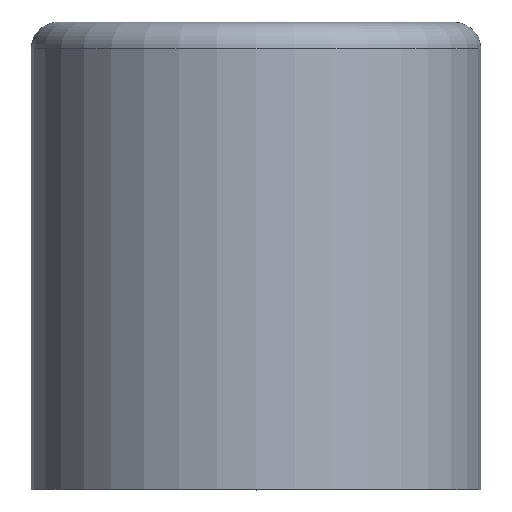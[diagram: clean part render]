
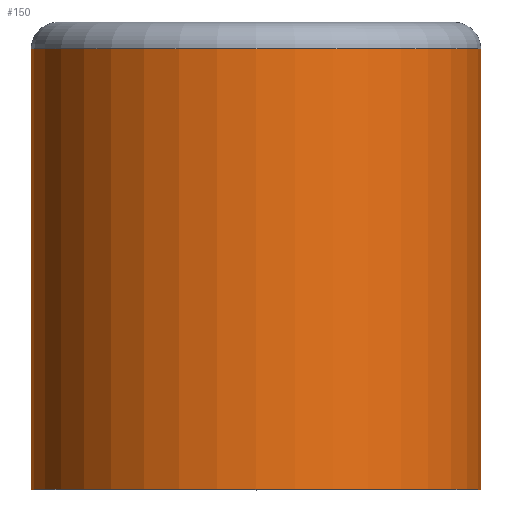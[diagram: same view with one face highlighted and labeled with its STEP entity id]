
A CAD part, top view. The second image highlights one B-rep face of the part: STEP entity #150.
In plain terms, the highlighted cylindrical face has radius 16.85 mm (diameter 33.7 mm), a full revolution.
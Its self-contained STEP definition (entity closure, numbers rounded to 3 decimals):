
#84 = EDGE_CURVE ( 'NONE', #12783, #12783, #3499, .T. ) ;
#150 = ADVANCED_FACE ( 'NONE', ( #6612, #3165 ), #8414, .T. ) ;
#491 = EDGE_CURVE ( 'NONE', #9978, #9978, #11867, .T. ) ;
#1328 = AXIS2_PLACEMENT_3D ( 'NONE', #12739, #3301, #8716 ) ;
#3121 = DIRECTION ( 'NONE',  ( 0., 1., 0. ) ) ;
#3165 = FACE_OUTER_BOUND ( 'NONE', #13005, .T. ) ;
#3301 = DIRECTION ( 'NONE',  ( 0., 1., 0. ) ) ;
#3499 = CIRCLE ( 'NONE', #10031, 16.85 ) ;
#3517 = CARTESIAN_POINT ( 'NONE',  ( -16.85, 0., 0. ) ) ;
#5143 = CARTESIAN_POINT ( 'NONE',  ( 0., 0., 0. ) ) ;
#5291 = DIRECTION ( 'NONE',  ( -1., 0., 0. ) ) ;
#5534 = EDGE_LOOP ( 'NONE', ( #11275 ) ) ;
#5751 = ORIENTED_EDGE ( 'NONE', *, *, #491, .T. ) ;
#6612 = FACE_OUTER_BOUND ( 'NONE', #5534, .T. ) ;
#7197 = DIRECTION ( 'NONE',  ( -1., 0., 0. ) ) ;
#7402 = DIRECTION ( 'NONE',  ( 0., 1., 0. ) ) ;
#7743 = CARTESIAN_POINT ( 'NONE',  ( -16.85, 33., 0. ) ) ;
#8414 = CYLINDRICAL_SURFACE ( 'NONE', #1328, 16.85 ) ;
#8716 = DIRECTION ( 'NONE',  ( -1., 0., 0. ) ) ;
#9978 = VERTEX_POINT ( 'NONE', #3517 ) ;
#10031 = AXIS2_PLACEMENT_3D ( 'NONE', #13559, #7402, #5291 ) ;
#10661 = AXIS2_PLACEMENT_3D ( 'NONE', #5143, #3121, #7197 ) ;
#11275 = ORIENTED_EDGE ( 'NONE', *, *, #84, .F. ) ;
#11867 = CIRCLE ( 'NONE', #10661, 16.85 ) ;
#12739 = CARTESIAN_POINT ( 'NONE',  ( 0., 32., 0. ) ) ;
#12783 = VERTEX_POINT ( 'NONE', #7743 ) ;
#13005 = EDGE_LOOP ( 'NONE', ( #5751 ) ) ;
#13559 = CARTESIAN_POINT ( 'NONE',  ( 0., 33., 0. ) ) ;
